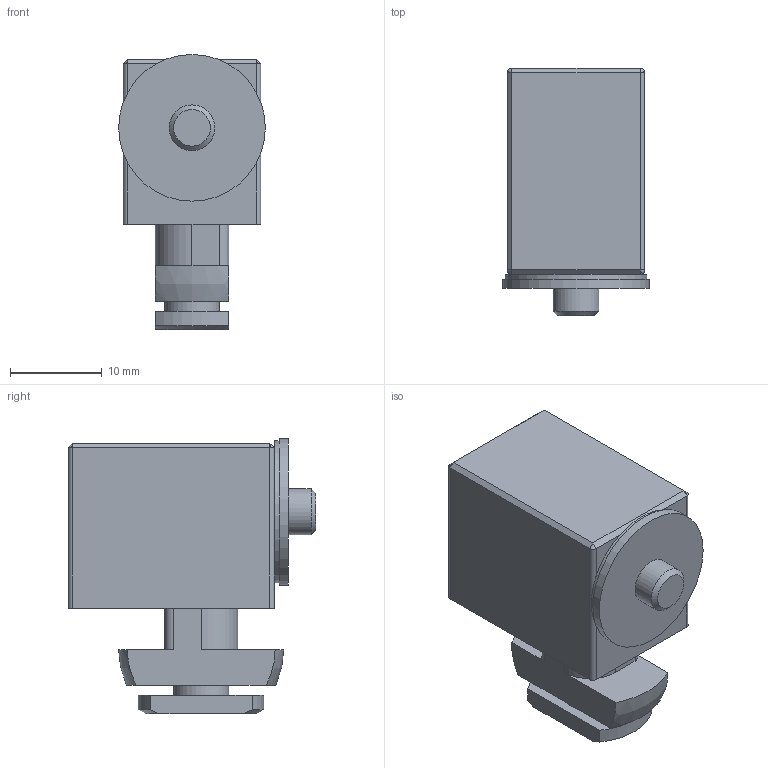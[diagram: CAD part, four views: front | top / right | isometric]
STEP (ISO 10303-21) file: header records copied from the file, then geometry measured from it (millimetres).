
FILE_DESCRIPTION(/* description */ ('POM-Gehäuse für Magnetverschl.'),/* implementation_level */ '2;1');
FILE_NAME(/* name */ 'SZ1550S_A.stp',/* time_stamp */ '2015-11-19T08:27:36+01:00',/* author */ ('Marina Kaa'),/* organization */ (''),/* preprocessor_version */ 'ST-DEVELOPER v15.6',/* originating_system */ 'Autodesk Inventor 2015',/* authorisation */ '');
FILE_SCHEMA (('AUTOMOTIVE_DESIGN { 1 0 10303 214 3 1 1 }'));
Length unit declared in the file: millimetre
Products named in the file (5): MK7715506_A; MK8101550-A; MK1800011-A; DIN 934 - M4 x 0,7; SZ1550S_A
Bounding box: 16 x 27 x 30 mm (x, y, z)
Volume: 5134.2 mm3; surface area: 5475.6 mm2
Topology: 4 solids, 4 shells, 78 faces, 174 edges, 104 vertices
Faces by surface type: plane 40, cylinder 21, cone 15, sphere 2
Full cylindrical faces by diameter (mm): 3.242 x1, 4.4 x2, 5 x1, 6 x1, 12 x1, 12.6 x1, 13 x2, 15.5 x1, 16 x1
Entity records: 2110 total; most frequent: DIRECTION 368, CARTESIAN_POINT 367, ORIENTED_EDGE 294, AXIS2_PLACEMENT_3D 150, EDGE_CURVE 147, EDGE_LOOP 108, VERTEX_POINT 101, FACE_OUTER_BOUND 78
